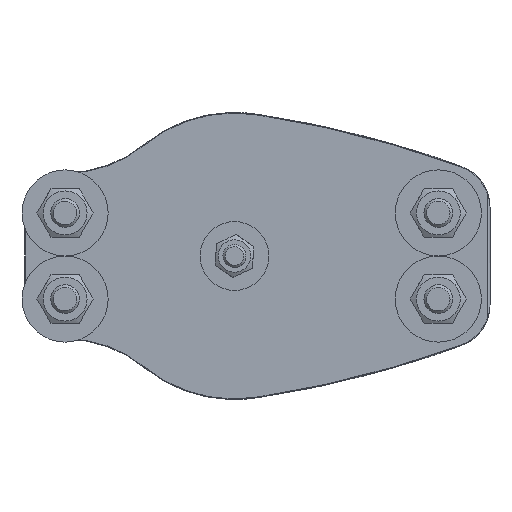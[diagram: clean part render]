
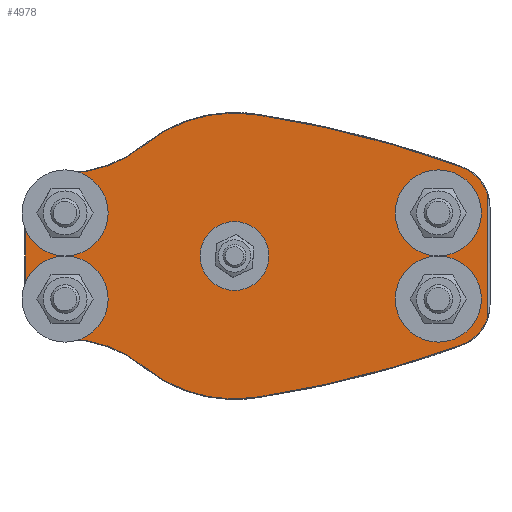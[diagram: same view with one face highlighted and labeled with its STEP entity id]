
A CAD part, front view. The second image highlights one B-rep face of the part: STEP entity #4978.
In plain terms, the highlighted planar face has unit normal (0, -1, 0).
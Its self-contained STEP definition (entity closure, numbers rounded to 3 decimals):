
#448=LINE('',#8253,#600);
#485=LINE('',#9649,#637);
#600=VECTOR('',#6368,10.);
#637=VECTOR('',#6803,10.);
#842=FACE_BOUND('',#1591,.T.);
#843=FACE_BOUND('',#1592,.T.);
#844=FACE_BOUND('',#1593,.T.);
#845=FACE_BOUND('',#1594,.T.);
#846=FACE_BOUND('',#1595,.T.);
#1157=FACE_OUTER_BOUND('',#1590,.T.);
#1590=EDGE_LOOP('',(#4158,#4159,#4160,#4161,#4162,#4163,#4164,#4165,#4166,
#4167,#4168,#4169));
#1591=EDGE_LOOP('',(#4170));
#1592=EDGE_LOOP('',(#4171));
#1593=EDGE_LOOP('',(#4172));
#1594=EDGE_LOOP('',(#4173));
#1595=EDGE_LOOP('',(#4174));
#1871=CIRCLE('',#5270,5.);
#1889=CIRCLE('',#5317,5.);
#1943=CIRCLE('',#5427,10.);
#2037=CIRCLE('',#5566,14.8);
#2039=CIRCLE('',#5569,372.);
#2041=CIRCLE('',#5572,49.8);
#2043=CIRCLE('',#5575,43.581);
#2045=CIRCLE('',#5578,13.8);
#2048=CIRCLE('',#5583,13.8);
#2050=CIRCLE('',#5586,43.581);
#2052=CIRCLE('',#5589,49.8);
#2054=CIRCLE('',#5592,372.);
#2056=CIRCLE('',#5595,14.8);
#2085=CIRCLE('',#5641,5.);
#2086=CIRCLE('',#5642,5.);
#2227=VERTEX_POINT('',#7775);
#2269=VERTEX_POINT('',#7978);
#2342=VERTEX_POINT('',#8242);
#2344=VERTEX_POINT('',#8252);
#2391=VERTEX_POINT('',#8501);
#2468=VERTEX_POINT('',#9627);
#2469=VERTEX_POINT('',#9631);
#2470=VERTEX_POINT('',#9635);
#2471=VERTEX_POINT('',#9639);
#2472=VERTEX_POINT('',#9643);
#2473=VERTEX_POINT('',#9647);
#2474=VERTEX_POINT('',#9651);
#2475=VERTEX_POINT('',#9655);
#2476=VERTEX_POINT('',#9659);
#2477=VERTEX_POINT('',#9663);
#2493=VERTEX_POINT('',#9993);
#2494=VERTEX_POINT('',#9995);
#2708=EDGE_CURVE('',#2227,#2227,#1871,.T.);
#2763=EDGE_CURVE('',#2269,#2269,#1889,.T.);
#2855=EDGE_CURVE('',#2344,#2342,#448,.T.);
#2917=EDGE_CURVE('',#2391,#2391,#1943,.T.);
#3050=EDGE_CURVE('',#2468,#2342,#2037,.T.);
#3052=EDGE_CURVE('',#2469,#2468,#2039,.T.);
#3054=EDGE_CURVE('',#2470,#2469,#2041,.T.);
#3056=EDGE_CURVE('',#2471,#2470,#2043,.T.);
#3058=EDGE_CURVE('',#2472,#2471,#2045,.T.);
#3060=EDGE_CURVE('',#2473,#2472,#485,.T.);
#3062=EDGE_CURVE('',#2474,#2473,#2048,.T.);
#3064=EDGE_CURVE('',#2475,#2474,#2050,.T.);
#3066=EDGE_CURVE('',#2476,#2475,#2052,.T.);
#3068=EDGE_CURVE('',#2477,#2476,#2054,.T.);
#3070=EDGE_CURVE('',#2344,#2477,#2056,.T.);
#3107=EDGE_CURVE('',#2493,#2493,#2085,.T.);
#3108=EDGE_CURVE('',#2494,#2494,#2086,.T.);
#4158=ORIENTED_EDGE('',*,*,#3050,.F.);
#4159=ORIENTED_EDGE('',*,*,#3052,.F.);
#4160=ORIENTED_EDGE('',*,*,#3054,.F.);
#4161=ORIENTED_EDGE('',*,*,#3056,.F.);
#4162=ORIENTED_EDGE('',*,*,#3058,.F.);
#4163=ORIENTED_EDGE('',*,*,#3060,.F.);
#4164=ORIENTED_EDGE('',*,*,#3062,.F.);
#4165=ORIENTED_EDGE('',*,*,#3064,.F.);
#4166=ORIENTED_EDGE('',*,*,#3066,.F.);
#4167=ORIENTED_EDGE('',*,*,#3068,.F.);
#4168=ORIENTED_EDGE('',*,*,#3070,.F.);
#4169=ORIENTED_EDGE('',*,*,#2855,.T.);
#4170=ORIENTED_EDGE('',*,*,#2708,.F.);
#4171=ORIENTED_EDGE('',*,*,#2763,.F.);
#4172=ORIENTED_EDGE('',*,*,#3107,.F.);
#4173=ORIENTED_EDGE('',*,*,#3108,.F.);
#4174=ORIENTED_EDGE('',*,*,#2917,.T.);
#4695=PLANE('',#5640);
#4978=ADVANCED_FACE('',(#1157,#842,#843,#844,#845,#846),#4695,.T.);
#5270=AXIS2_PLACEMENT_3D('',#7776,#6096,#6097);
#5317=AXIS2_PLACEMENT_3D('',#7979,#6202,#6203);
#5427=AXIS2_PLACEMENT_3D('',#8502,#6480,#6481);
#5566=AXIS2_PLACEMENT_3D('',#9629,#6773,#6774);
#5569=AXIS2_PLACEMENT_3D('',#9633,#6779,#6780);
#5572=AXIS2_PLACEMENT_3D('',#9637,#6785,#6786);
#5575=AXIS2_PLACEMENT_3D('',#9641,#6791,#6792);
#5578=AXIS2_PLACEMENT_3D('',#9645,#6797,#6798);
#5583=AXIS2_PLACEMENT_3D('',#9653,#6808,#6809);
#5586=AXIS2_PLACEMENT_3D('',#9657,#6814,#6815);
#5589=AXIS2_PLACEMENT_3D('',#9661,#6820,#6821);
#5592=AXIS2_PLACEMENT_3D('',#9665,#6826,#6827);
#5595=AXIS2_PLACEMENT_3D('',#9668,#6832,#6833);
#5640=AXIS2_PLACEMENT_3D('',#9992,#6926,#6927);
#5641=AXIS2_PLACEMENT_3D('',#9994,#6928,#6929);
#5642=AXIS2_PLACEMENT_3D('',#9996,#6930,#6931);
#6096=DIRECTION('center_axis',(0.,-1.,0.));
#6097=DIRECTION('ref_axis',(1.,0.,0.));
#6202=DIRECTION('center_axis',(0.,-1.,0.));
#6203=DIRECTION('ref_axis',(-0.476,0.,-0.879));
#6368=DIRECTION('',(0.,0.,1.));
#6480=DIRECTION('center_axis',(0.,1.,0.));
#6481=DIRECTION('ref_axis',(-1.,0.,0.));
#6773=DIRECTION('center_axis',(0.,1.,0.));
#6774=DIRECTION('ref_axis',(0.701,0.,0.713));
#6779=DIRECTION('center_axis',(0.,1.,0.));
#6780=DIRECTION('ref_axis',(0.247,0.,0.969));
#6785=DIRECTION('center_axis',(0.,1.,0.));
#6786=DIRECTION('ref_axis',(-0.264,0.,0.965));
#6791=DIRECTION('center_axis',(0.,-1.,0.));
#6792=DIRECTION('ref_axis',(0.335,0.,-0.942));
#6797=DIRECTION('center_axis',(0.,1.,0.));
#6798=DIRECTION('ref_axis',(-0.707,0.,0.707));
#6803=DIRECTION('',(0.,0.,1.));
#6808=DIRECTION('center_axis',(0.,1.,0.));
#6809=DIRECTION('ref_axis',(-0.707,0.,-0.707));
#6814=DIRECTION('center_axis',(0.,-1.,0.));
#6815=DIRECTION('ref_axis',(0.335,0.,0.942));
#6820=DIRECTION('center_axis',(0.,1.,0.));
#6821=DIRECTION('ref_axis',(-0.264,0.,-0.965));
#6826=DIRECTION('center_axis',(0.,1.,0.));
#6827=DIRECTION('ref_axis',(0.247,0.,-0.969));
#6832=DIRECTION('center_axis',(0.,1.,0.));
#6833=DIRECTION('ref_axis',(0.701,0.,-0.713));
#6926=DIRECTION('center_axis',(0.,-1.,0.));
#6927=DIRECTION('ref_axis',(-1.,0.,0.));
#6928=DIRECTION('center_axis',(0.,-1.,0.));
#6929=DIRECTION('ref_axis',(1.,0.,0.));
#6930=DIRECTION('center_axis',(0.,-1.,0.));
#6931=DIRECTION('ref_axis',(-0.831,0.,0.556));
#7775=CARTESIAN_POINT('',(66.,0.,-15.));
#7776=CARTESIAN_POINT('Origin',(71.,0.,-15.));
#7978=CARTESIAN_POINT('',(-56.618,0.,-10.604));
#7979=CARTESIAN_POINT('Origin',(-59.,0.,
-15.));
#8242=CARTESIAN_POINT('',(88.,0.,21.848));
#8252=CARTESIAN_POINT('',(88.,0.,-21.848));
#8253=CARTESIAN_POINT('',(88.,0.,0.));
#8501=CARTESIAN_POINT('',(-10.,0.,0.));
#8502=CARTESIAN_POINT('Origin',(0.,0.,0.));
#9627=CARTESIAN_POINT('',(79.068,0.,30.953));
#9629=CARTESIAN_POINT('Origin',(74.,0.,17.048));
#9631=CARTESIAN_POINT('',(7.468,0.,49.237));
#9633=CARTESIAN_POINT('Origin',(-48.318,0.,-318.556));
#9635=CARTESIAN_POINT('',(-31.465,0.,38.601));
#9637=CARTESIAN_POINT('Origin',(0.,0.,0.));
#9639=CARTESIAN_POINT('',(-59.,0.,28.8));
#9641=CARTESIAN_POINT('Origin',(-59.,0.,72.381));
#9643=CARTESIAN_POINT('',(-72.8,0.,15.));
#9645=CARTESIAN_POINT('Origin',(-59.,0.,15.));
#9647=CARTESIAN_POINT('',(-72.8,0.,-15.));
#9649=CARTESIAN_POINT('',(-72.8,0.,-7.5));
#9651=CARTESIAN_POINT('',(-59.,0.,-28.8));
#9653=CARTESIAN_POINT('Origin',(-59.,0.,-15.));
#9655=CARTESIAN_POINT('',(-31.465,0.,-38.601));
#9657=CARTESIAN_POINT('Origin',(-59.,0.,-72.381));
#9659=CARTESIAN_POINT('',(7.468,0.,-49.237));
#9661=CARTESIAN_POINT('Origin',(0.,0.,0.));
#9663=CARTESIAN_POINT('',(79.068,0.,-30.953));
#9665=CARTESIAN_POINT('Origin',(-48.318,0.,318.556));
#9668=CARTESIAN_POINT('Origin',(74.,0.,-17.048));
#9992=CARTESIAN_POINT('Origin',(88.,0.,0.));
#9993=CARTESIAN_POINT('',(66.,0.,15.));
#9994=CARTESIAN_POINT('Origin',(71.,0.,15.));
#9995=CARTESIAN_POINT('',(-54.846,0.,12.218));
#9996=CARTESIAN_POINT('Origin',(-59.,0.,
15.));
